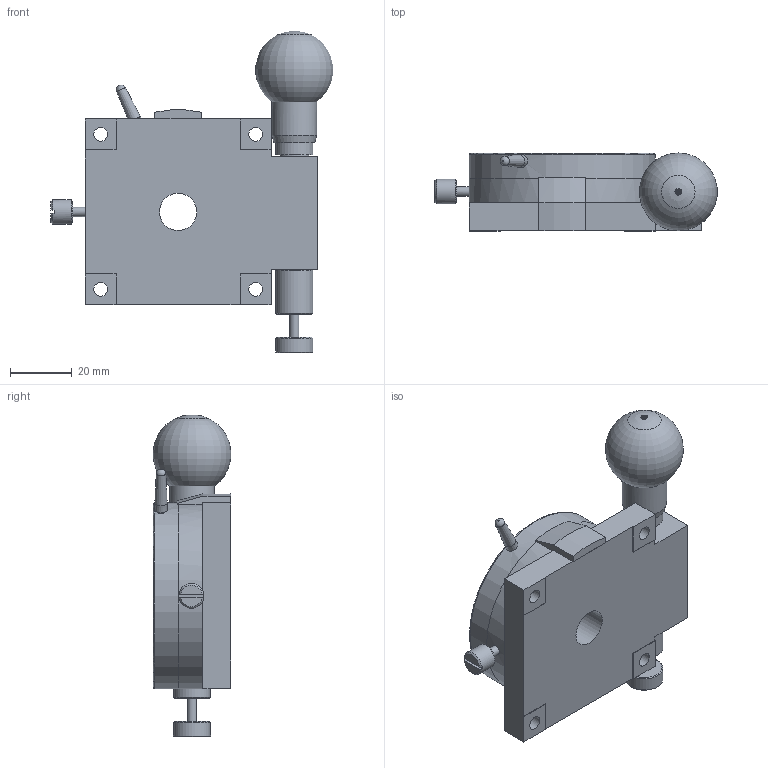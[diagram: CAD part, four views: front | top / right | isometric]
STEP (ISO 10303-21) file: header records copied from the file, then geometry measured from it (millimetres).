
FILE_DESCRIPTION (( 'STEP AP203' ), '1' );
FILE_NAME ('528962.STEP', '2024-11-12T07:30:57', ( 'Windows User' ), ( 'P R C' ), 'SwSTEP 2.0', 'SolidWorks 2020', '' );
FILE_SCHEMA (( 'CONFIG_CONTROL_DESIGN' ));
Length unit declared in the file: millimetre
Products named in the file (1): 528962
Bounding box: 90.98 x 25.14 x 103.86 mm (x, y, z)
Surface area: 30793.7 mm2 (no closed solid volume)
Topology: 0 solids, 4 shells, 2042 faces, 4249 edges, 2226 vertices
Faces by surface type: bspline 1441, cylinder 429, cone 99, plane 70, torus 3
Full cylindrical faces by diameter (mm): 2.459 x8, 3 x2, 3.242 x4, 4.5 x4, 6 x1, 6.35 x1, 8 x5, 9.5 x1, 10.8 x1, 12 x4, 14.441 x1, 14.917 x1, 58 x2, 60 x2
Entity records: 78907 total; most frequent: CARTESIAN_POINT 52812, ORIENTED_EDGE 8261, EDGE_CURVE 4133, VERTEX_POINT 2187, EDGE_LOOP 2149, FACE_OUTER_BOUND 2081, ADVANCED_FACE 2042, DIRECTION 1871
